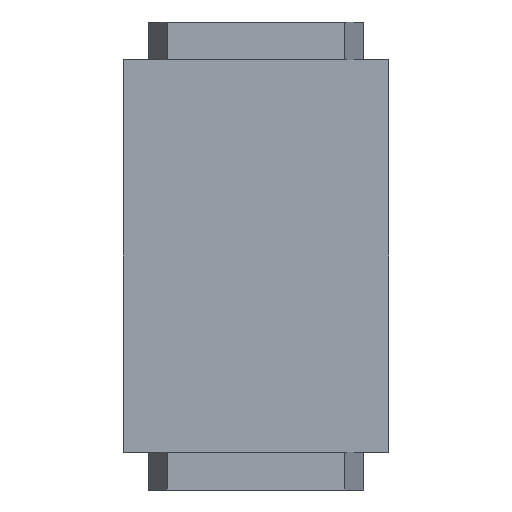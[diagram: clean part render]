
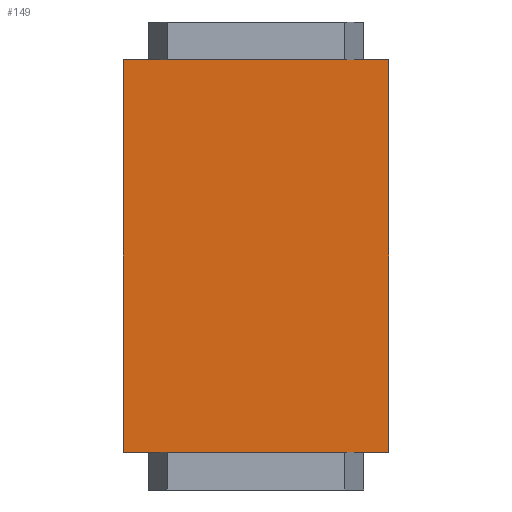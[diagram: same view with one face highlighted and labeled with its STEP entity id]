
A CAD part, front view. The second image highlights one B-rep face of the part: STEP entity #149.
In plain terms, the highlighted planar face has unit normal (0, -1, 0).
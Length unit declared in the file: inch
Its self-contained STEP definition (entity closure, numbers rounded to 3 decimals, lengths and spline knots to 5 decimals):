
#149=ADVANCED_FACE('',(#353),#354,.T.);
#157=EDGE_CURVE('',#338,#366,#367,.T.);
#177=EDGE_CURVE('',#305,#321,#396,.T.);
#179=EDGE_CURVE('',#366,#390,#398,.T.);
#187=EDGE_CURVE('',#360,#408,#409,.T.);
#197=EDGE_CURVE('',#408,#305,#420,.T.);
#201=EDGE_CURVE('',#277,#338,#425,.T.);
#235=EDGE_CURVE('',#321,#390,#464,.T.);
#239=EDGE_CURVE('',#360,#277,#468,.T.);
#277=VERTEX_POINT('',#500);
#305=VERTEX_POINT('',#540);
#321=VERTEX_POINT('',#560);
#338=VERTEX_POINT('',#587);
#353=FACE_OUTER_BOUND('',#607,.T.);
#354=PLANE('',#608);
#360=VERTEX_POINT('',#617);
#366=VERTEX_POINT('',#625);
#367=LINE('',#626,#627);
#390=VERTEX_POINT('',#655);
#396=LINE('',#663,#664);
#398=LINE('',#667,#668);
#408=VERTEX_POINT('',#685);
#409=LINE('',#686,#687);
#420=LINE('',#702,#703);
#425=LINE('',#709,#710);
#464=LINE('',#776,#777);
#468=LINE('',#784,#785);
#500=CARTESIAN_POINT('',(0.34001,-0.06,0.0));
#540=CARTESIAN_POINT('',(0.34001,-0.06,0.62));
#560=CARTESIAN_POINT('',(-0.00004,-0.06,0.62));
#587=CARTESIAN_POINT('',(-0.00004,-0.06,0.0));
#607=EDGE_LOOP('',(#911,#912,#913,#914,#915,#916,#917,#918));
#608=AXIS2_PLACEMENT_3D('',#919,#920,#921);
#617=CARTESIAN_POINT('',(0.38,-0.06,0.0));
#625=CARTESIAN_POINT('',(-0.04,-0.06,0.0));
#626=CARTESIAN_POINT('',(0.38,-0.06,0.0));
#627=VECTOR('',#934,1.0);
#655=CARTESIAN_POINT('',(-0.04,-0.06,0.62));
#663=CARTESIAN_POINT('',(0.38,-0.06,0.62));
#664=VECTOR('',#989,1.0);
#667=CARTESIAN_POINT('',(-0.04,-0.06,0.0));
#668=VECTOR('',#990,1.0);
#685=CARTESIAN_POINT('',(0.38,-0.06,0.62));
#686=CARTESIAN_POINT('',(0.38,-0.06,0.0));
#687=VECTOR('',#994,1.0);
#702=CARTESIAN_POINT('',(0.38,-0.06,0.62));
#703=VECTOR('',#1006,1.0);
#709=CARTESIAN_POINT('',(0.16998,-0.06,0.0));
#710=VECTOR('',#1015,1.0);
#776=CARTESIAN_POINT('',(0.38,-0.06,0.62));
#777=VECTOR('',#1055,1.0);
#784=CARTESIAN_POINT('',(0.38,-0.06,0.0));
#785=VECTOR('',#1057,1.0);
#911=ORIENTED_EDGE('',*,*,#197,.T.);
#912=ORIENTED_EDGE('',*,*,#177,.T.);
#913=ORIENTED_EDGE('',*,*,#235,.T.);
#914=ORIENTED_EDGE('',*,*,#179,.F.);
#915=ORIENTED_EDGE('',*,*,#157,.F.);
#916=ORIENTED_EDGE('',*,*,#201,.F.);
#917=ORIENTED_EDGE('',*,*,#239,.F.);
#918=ORIENTED_EDGE('',*,*,#187,.T.);
#919=CARTESIAN_POINT('',(0.17,-0.06,0.0));
#920=DIRECTION('',(0.0,-1.0,0.0));
#921=DIRECTION('',(1.0,0.0,-0.0));
#934=DIRECTION('',(-1.0,0.0,0.0));
#989=DIRECTION('',(-1.0,0.0,0.0));
#990=DIRECTION('',(0.0,0.0,1.0));
#994=DIRECTION('',(0.0,0.0,1.0));
#1006=DIRECTION('',(-1.0,0.0,0.0));
#1015=DIRECTION('',(-1.0,0.0,0.0));
#1055=DIRECTION('',(-1.0,0.0,0.0));
#1057=DIRECTION('',(-1.0,0.0,0.0));
